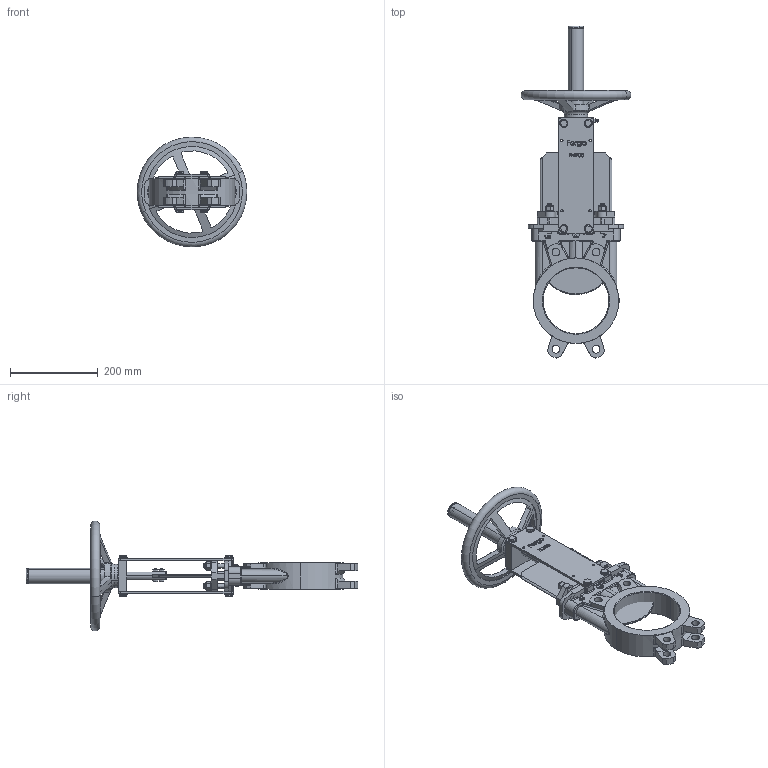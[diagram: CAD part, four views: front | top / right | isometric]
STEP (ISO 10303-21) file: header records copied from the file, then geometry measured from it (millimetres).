
FILE_DESCRIPTION (( 'STEP AP214' ), '1' );
FILE_NAME ('FM200-Plattenschieber-Stoffschieber-DN150-PN10-Handrad-Steigender-Spindel-Fergo.STEP', '2022-09-22T09:55:57', ( '' ), ( '' ), 'SwSTEP 2.0', 'SolidWorks 2022', '' );
FILE_SCHEMA (( 'AUTOMOTIVE_DESIGN' ));
Length unit declared in the file: millimetre
Products named in the file (1): FM200-Plattenschieber-Stoffschieber-DN150-PN10-Handrad-Steigender-Spindel-Fergo
Bounding box: 250.57 x 757.71 x 250.57 mm (x, y, z)
Volume: 3010546 mm3; surface area: 614242.1 mm2
Topology: 45 solids, 45 shells, 1962 faces, 5076 edges, 3272 vertices
Faces by surface type: cylinder 719, plane 609, bspline 316, torus 172, cone 138, sphere 8
Entity records: 120668 total; most frequent: CARTESIAN_POINT 68935, ORIENTED_EDGE 10104, DIRECTION 7494, EDGE_CURVE 5052, VERTEX_POINT 3272, AXIS2_PLACEMENT_3D 2719, EDGE_LOOP 2168, VECTOR 2056
